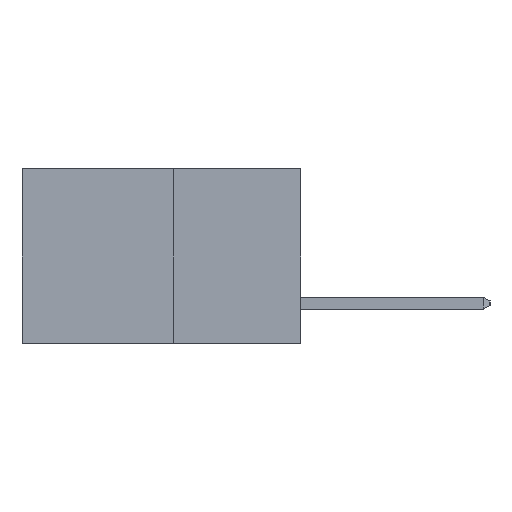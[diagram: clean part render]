
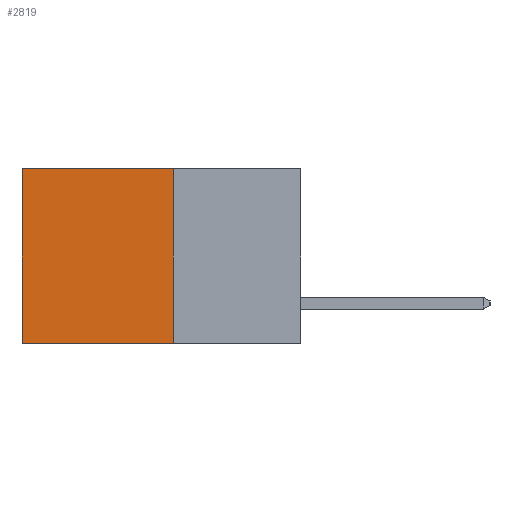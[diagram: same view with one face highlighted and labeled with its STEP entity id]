
A CAD part, left-side view. The second image highlights one B-rep face of the part: STEP entity #2819.
In plain terms, the highlighted planar face has unit normal (-1, 0, 0).
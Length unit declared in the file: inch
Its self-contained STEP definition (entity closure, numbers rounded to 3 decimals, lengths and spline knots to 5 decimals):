
#1366 = ORIENTED_EDGE ( 'NONE', *, *, #7011, .F. ) ;
#2771 = VECTOR ( 'NONE', #6091, 39.37008 ) ;
#2806 = LINE ( 'NONE', #2892, #14768 ) ;
#2819 = ADVANCED_FACE ( 'NONE', ( #7151 ), #17195, .F. ) ;
#2892 = CARTESIAN_POINT ( 'NONE',  ( 0.277, 0.27, -0.37 ) ) ;
#4837 = ORIENTED_EDGE ( 'NONE', *, *, #10362, .T. ) ;
#6091 = DIRECTION ( 'NONE',  ( 0., 0., -1. ) ) ;
#6644 = CARTESIAN_POINT ( 'NONE',  ( 0.277, 0.27, -0.37 ) ) ;
#7011 = EDGE_CURVE ( 'NONE', #9913, #10155, #2806, .T. ) ;
#7151 = FACE_OUTER_BOUND ( 'NONE', #12646, .T. ) ;
#7489 = VERTEX_POINT ( 'NONE', #9502 ) ;
#7718 = CARTESIAN_POINT ( 'NONE',  ( 0.277, 0.27, 0. ) ) ;
#9323 = EDGE_CURVE ( 'NONE', #10155, #7489, #14747, .T. ) ;
#9502 = CARTESIAN_POINT ( 'NONE',  ( 0.277, 0.59, -0.37 ) ) ;
#9834 = EDGE_CURVE ( 'NONE', #17674, #7489, #10643, .T. ) ;
#9913 = VERTEX_POINT ( 'NONE', #7718 ) ;
#10155 = VERTEX_POINT ( 'NONE', #16511 ) ;
#10362 = EDGE_CURVE ( 'NONE', #9913, #17674, #17464, .T. ) ;
#10643 = LINE ( 'NONE', #14432, #2771 ) ;
#12646 = EDGE_LOOP ( 'NONE', ( #14493, #14483, #1366, #4837 ) ) ;
#12659 = DIRECTION ( 'NONE',  ( 0., 0., -1. ) ) ;
#13597 = DIRECTION ( 'NONE',  ( 0., 1., 0. ) ) ;
#13854 = VECTOR ( 'NONE', #16904, 39.37008 ) ;
#14432 = CARTESIAN_POINT ( 'NONE',  ( 0.277, 0.59, -0.37 ) ) ;
#14483 = ORIENTED_EDGE ( 'NONE', *, *, #9323, .F. ) ;
#14493 = ORIENTED_EDGE ( 'NONE', *, *, #9834, .T. ) ;
#14747 = LINE ( 'NONE', #6644, #17968 ) ;
#14768 = VECTOR ( 'NONE', #12659, 39.37008 ) ;
#15358 = CARTESIAN_POINT ( 'NONE',  ( 0.277, 0.59, 0. ) ) ;
#15533 = CARTESIAN_POINT ( 'NONE',  ( 0.277, 0.27, 0. ) ) ;
#16511 = CARTESIAN_POINT ( 'NONE',  ( 0.277, 0.27, -0.37 ) ) ;
#16904 = DIRECTION ( 'NONE',  ( 0., 1., 0. ) ) ;
#16927 = DIRECTION ( 'NONE',  ( 0., 0., -1. ) ) ;
#16943 = DIRECTION ( 'NONE',  ( 1., 0., 0. ) ) ;
#16985 = CARTESIAN_POINT ( 'NONE',  ( 0.277, 0.27, -0.37 ) ) ;
#17195 = PLANE ( 'NONE',  #17606 ) ;
#17464 = LINE ( 'NONE', #15533, #13854 ) ;
#17606 = AXIS2_PLACEMENT_3D ( 'NONE', #16985, #16943, #16927 ) ;
#17674 = VERTEX_POINT ( 'NONE', #15358 ) ;
#17968 = VECTOR ( 'NONE', #13597, 39.37008 ) ;
